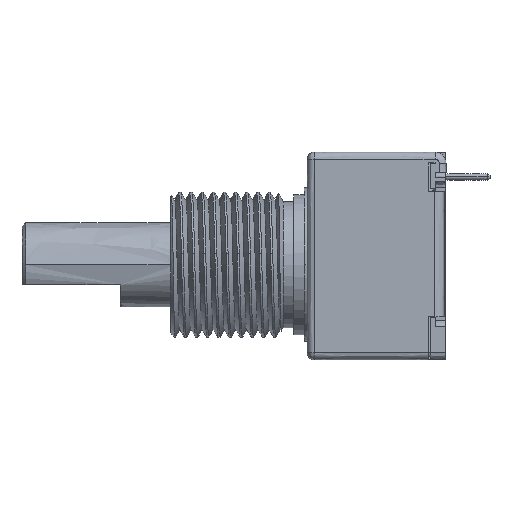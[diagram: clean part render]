
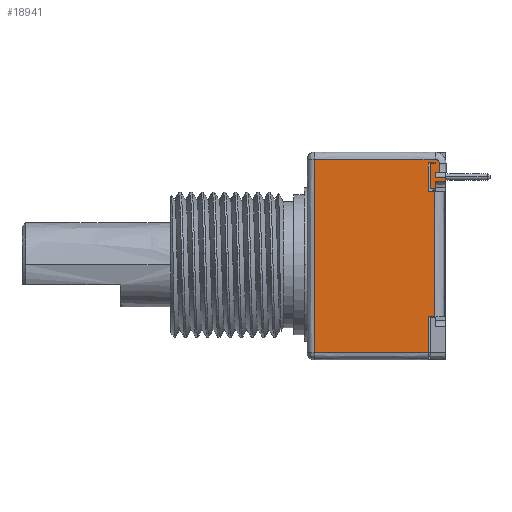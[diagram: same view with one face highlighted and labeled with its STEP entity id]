
A CAD part, left-side view. The second image highlights one B-rep face of the part: STEP entity #18941.
In plain terms, the highlighted free-form (B-spline) face has degree [1, 1] with [2, 2] control points.
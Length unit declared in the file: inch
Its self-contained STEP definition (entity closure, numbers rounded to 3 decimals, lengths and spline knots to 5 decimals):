
#939=DIRECTION('',(0.,0.,1.));
#940=VECTOR('',#939,0.012);
#941=CARTESIAN_POINT('',(-0.2805,-0.006,0.233));
#942=LINE('',#941,#940);
#5694=DIRECTION('',(0.,1.,0.));
#5695=VECTOR('',#5694,0.01031);
#5696=CARTESIAN_POINT('',(-0.2805,0.01169,0.2585));
#5697=LINE('',#5696,#5695);
#5701=DIRECTION('',(0.,0.,1.));
#5702=VECTOR('',#5701,0.0135);
#5703=CARTESIAN_POINT('',(-0.2805,0.022,0.245));
#5704=LINE('',#5703,#5702);
#5708=DIRECTION('',(0.,1.,0.));
#5709=VECTOR('',#5708,0.028);
#5710=CARTESIAN_POINT('',(-0.2805,-0.006,0.245));
#5711=LINE('',#5710,#5709);
#5715=DIRECTION('',(0.,1.,0.));
#5716=VECTOR('',#5715,0.028);
#5717=CARTESIAN_POINT('',(-0.2805,-0.006,0.233));
#5718=LINE('',#5717,#5716);
#5722=DIRECTION('',(0.,0.,1.));
#5723=VECTOR('',#5722,0.02);
#5724=CARTESIAN_POINT('',(-0.2805,0.022,0.213));
#5725=LINE('',#5724,#5723);
#5729=DIRECTION('',(0.,-1.,0.));
#5730=VECTOR('',#5729,0.014);
#5731=CARTESIAN_POINT('',(-0.2805,0.036,0.213));
#5732=LINE('',#5731,#5730);
#5736=DIRECTION('',(0.,0.,1.));
#5737=VECTOR('',#5736,0.07);
#5738=CARTESIAN_POINT('',(-0.2805,0.036,0.213));
#5739=LINE('',#5738,#5737);
#5743=DIRECTION('',(0.,-1.,0.));
#5744=VECTOR('',#5743,0.014);
#5745=CARTESIAN_POINT('',(-0.2805,0.036,0.283));
#5746=LINE('',#5745,#5744);
#5750=DIRECTION('',(0.,0.,1.));
#5751=VECTOR('',#5750,0.001);
#5752=CARTESIAN_POINT('',(-0.2805,0.022,0.283));
#5753=LINE('',#5752,#5751);
#5757=CARTESIAN_POINT('',(-0.2805,0.023,0.284));
#5758=DIRECTION('',(-1.,0.,0.));
#5759=DIRECTION('',(0.,-1.,0.));
#5760=AXIS2_PLACEMENT_3D('',#5757,#5758,#5759);
#5765=DIRECTION('',(0.,1.,0.));
#5766=VECTOR('',#5765,0.019);
#5767=CARTESIAN_POINT('',(-0.2805,0.023,0.285));
#5768=LINE('',#5767,#5766);
#5772=DIRECTION('',(0.,0.,1.));
#5773=VECTOR('',#5772,0.08);
#5774=CARTESIAN_POINT('',(-0.2805,0.042,0.205));
#5775=LINE('',#5774,#5773);
#5779=DIRECTION('',(0.,0.,1.));
#5780=VECTOR('',#5779,0.10131);
#5781=CARTESIAN_POINT('',(-0.2805,0.042,-0.24631));
#5782=LINE('',#5781,#5780);
#5786=CARTESIAN_POINT('',(-0.2805,0.023,0.284));
#5787=DIRECTION('',(1.,0.,0.));
#5788=DIRECTION('',(0.,0.,1.));
#5789=AXIS2_PLACEMENT_3D('',#5786,#5787,#5788);
#5794=DIRECTION('',(0.,0.,-1.));
#5795=VECTOR('',#5794,0.0255);
#5796=CARTESIAN_POINT('',(-0.2805,0.01169,0.284));
#5797=LINE('',#5796,#5795);
#5874=DIRECTION('',(0.,-1.,0.));
#5875=VECTOR('',#5874,0.017);
#5876=CARTESIAN_POINT('',(-0.2805,0.042,-0.145));
#5877=LINE('',#5876,#5875);
#5949=DIRECTION('',(0.,-1.,0.));
#5950=VECTOR('',#5949,0.017);
#5951=CARTESIAN_POINT('',(-0.2805,0.042,0.205));
#5952=LINE('',#5951,#5950);
#6013=DIRECTION('',(0.,0.,1.));
#6014=VECTOR('',#6013,0.35);
#6015=CARTESIAN_POINT('',(-0.2805,0.025,-0.145));
#6016=LINE('',#6015,#6014);
#6582=DIRECTION('',(0.,1.,0.));
#6583=VECTOR('',#6582,0.33831);
#6584=CARTESIAN_POINT('',(-0.2805,0.023,0.29531));
#6585=LINE('',#6584,#6583);
#6628=DIRECTION('',(0.,0.,1.));
#6629=VECTOR('',#6628,0.54163);
#6630=CARTESIAN_POINT('',(-0.2805,0.36131,-0.24631));
#6631=LINE('',#6630,#6629);
#6704=DIRECTION('',(0.,-1.,0.));
#6705=VECTOR('',#6704,0.31931);
#6706=CARTESIAN_POINT('',(-0.2805,0.36131,-0.24631));
#6707=LINE('',#6706,#6705);
#11564=CARTESIAN_POINT('',(-0.2805,0.36131,-0.24631));
#11565=CARTESIAN_POINT('',(-0.2805,0.36131,0.29531));
#11566=VERTEX_POINT('',#11564);
#11567=VERTEX_POINT('',#11565);
#11614=CARTESIAN_POINT('',(-0.2805,0.042,-0.24631));
#11616=VERTEX_POINT('',#11614);
#11666=CARTESIAN_POINT('',(-0.2805,0.025,-0.145));
#11668=VERTEX_POINT('',#11666);
#11672=CARTESIAN_POINT('',(-0.2805,0.025,0.205));
#11674=VERTEX_POINT('',#11672);
#11682=CARTESIAN_POINT('',(-0.2805,0.042,-0.145));
#11683=VERTEX_POINT('',#11682);
#11686=CARTESIAN_POINT('',(-0.2805,0.042,0.205));
#11687=VERTEX_POINT('',#11686);
#11746=CARTESIAN_POINT('',(-0.2805,0.022,0.284));
#11747=CARTESIAN_POINT('',(-0.2805,0.023,0.285));
#11748=VERTEX_POINT('',#11746);
#11749=VERTEX_POINT('',#11747);
#11760=CARTESIAN_POINT('',(-0.2805,0.01169,0.2585));
#11761=VERTEX_POINT('',#11760);
#11762=CARTESIAN_POINT('',(-0.2805,0.023,0.29531));
#11763=VERTEX_POINT('',#11762);
#11764=CARTESIAN_POINT('',(-0.2805,0.01169,0.284));
#11765=VERTEX_POINT('',#11764);
#11826=CARTESIAN_POINT('',(-0.2805,0.042,0.285));
#11827=VERTEX_POINT('',#11826);
#12414=CARTESIAN_POINT('',(-0.2805,-0.006,0.233));
#12415=CARTESIAN_POINT('',(-0.2805,0.022,0.233));
#12416=VERTEX_POINT('',#12414);
#12417=VERTEX_POINT('',#12415);
#12434=CARTESIAN_POINT('',(-0.2805,-0.006,0.245));
#12435=VERTEX_POINT('',#12434);
#12446=CARTESIAN_POINT('',(-0.2805,0.022,0.245));
#12447=VERTEX_POINT('',#12446);
#12470=CARTESIAN_POINT('',(-0.2805,0.036,0.213));
#12471=CARTESIAN_POINT('',(-0.2805,0.036,0.283));
#12472=VERTEX_POINT('',#12470);
#12473=VERTEX_POINT('',#12471);
#12480=CARTESIAN_POINT('',(-0.2805,0.022,0.213));
#12481=VERTEX_POINT('',#12480);
#13250=CARTESIAN_POINT('',(-0.2805,0.022,0.2585));
#13252=VERTEX_POINT('',#13250);
#13258=CARTESIAN_POINT('',(-0.2805,0.022,0.283));
#13260=VERTEX_POINT('',#13258);
#18897=CARTESIAN_POINT('',(-0.2805,-0.01335,-0.25715));
#18898=CARTESIAN_POINT('',(-0.2805,0.36866,-0.25715));
#18899=CARTESIAN_POINT('',(-0.2805,-0.01335,0.30615));
#18900=CARTESIAN_POINT('',(-0.2805,0.36866,0.30615));
#18901=B_SPLINE_SURFACE_WITH_KNOTS('',1,1,((#18897,#18898),(#18899,#18900)),
.UNSPECIFIED.,.F.,.F.,.F.,(2,2),(2,2),(0.00885,0.57215),(
-0.01335,0.36866),.UNSPECIFIED.);
#18903=ORIENTED_EDGE('',*,*,#18902,.T.);
#18904=ORIENTED_EDGE('',*,*,#17582,.F.);
#18906=ORIENTED_EDGE('',*,*,#18905,.F.);
#18907=ORIENTED_EDGE('',*,*,#13539,.F.);
#18909=ORIENTED_EDGE('',*,*,#18908,.T.);
#18910=ORIENTED_EDGE('',*,*,#17500,.F.);
#18912=ORIENTED_EDGE('',*,*,#18911,.F.);
#18913=ORIENTED_EDGE('',*,*,#17772,.T.);
#18914=ORIENTED_EDGE('',*,*,#18206,.T.);
#18916=ORIENTED_EDGE('',*,*,#18915,.T.);
#18918=ORIENTED_EDGE('',*,*,#18917,.T.);
#18920=ORIENTED_EDGE('',*,*,#18919,.T.);
#18921=ORIENTED_EDGE('',*,*,#18049,.F.);
#18923=ORIENTED_EDGE('',*,*,#18922,.T.);
#18925=ORIENTED_EDGE('',*,*,#18924,.F.);
#18927=ORIENTED_EDGE('',*,*,#18926,.F.);
#18928=ORIENTED_EDGE('',*,*,#18073,.F.);
#18930=ORIENTED_EDGE('',*,*,#18929,.F.);
#18932=ORIENTED_EDGE('',*,*,#18931,.T.);
#18934=ORIENTED_EDGE('',*,*,#18933,.F.);
#18936=ORIENTED_EDGE('',*,*,#18935,.T.);
#18938=ORIENTED_EDGE('',*,*,#18937,.T.);
#18939=EDGE_LOOP('',(#18903,#18904,#18906,#18907,#18909,#18910,#18912,#18913,
#18914,#18916,#18918,#18920,#18921,#18923,#18925,#18927,#18928,#18930,#18932,
#18934,#18936,#18938));
#18940=FACE_OUTER_BOUND('',#18939,.F.);
#18941=ADVANCED_FACE('',(#18940),#18901,.T.);
#5761=CIRCLE('',#5760,0.001);
#5790=CIRCLE('',#5789,0.01131);
#13539=EDGE_CURVE('',#12416,#12435,#942,.T.);
#17500=EDGE_CURVE('',#12481,#12417,#5725,.T.);
#17582=EDGE_CURVE('',#12447,#13252,#5704,.T.);
#17772=EDGE_CURVE('',#12472,#12473,#5739,.T.);
#18049=EDGE_CURVE('',#11687,#11827,#5775,.T.);
#18073=EDGE_CURVE('',#11616,#11683,#5782,.T.);
#18206=EDGE_CURVE('',#12473,#13260,#5746,.T.);
#18902=EDGE_CURVE('',#11761,#13252,#5697,.T.);
#18905=EDGE_CURVE('',#12435,#12447,#5711,.T.);
#18908=EDGE_CURVE('',#12416,#12417,#5718,.T.);
#18911=EDGE_CURVE('',#12472,#12481,#5732,.T.);
#18915=EDGE_CURVE('',#13260,#11748,#5753,.T.);
#18917=EDGE_CURVE('',#11748,#11749,#5761,.T.);
#18919=EDGE_CURVE('',#11749,#11827,#5768,.T.);
#18922=EDGE_CURVE('',#11687,#11674,#5952,.T.);
#18924=EDGE_CURVE('',#11668,#11674,#6016,.T.);
#18926=EDGE_CURVE('',#11683,#11668,#5877,.T.);
#18929=EDGE_CURVE('',#11566,#11616,#6707,.T.);
#18931=EDGE_CURVE('',#11566,#11567,#6631,.T.);
#18933=EDGE_CURVE('',#11763,#11567,#6585,.T.);
#18935=EDGE_CURVE('',#11763,#11765,#5790,.T.);
#18937=EDGE_CURVE('',#11765,#11761,#5797,.T.);
